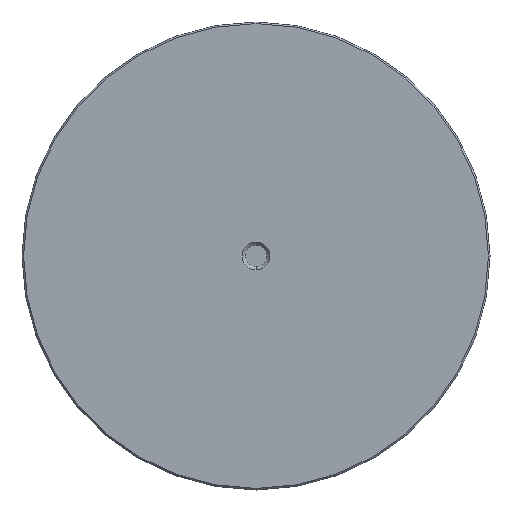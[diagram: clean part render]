
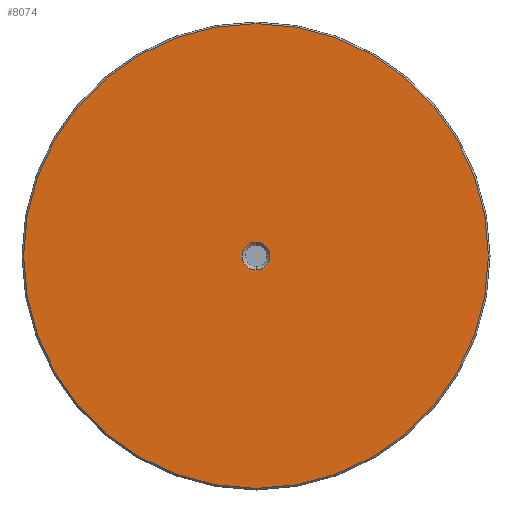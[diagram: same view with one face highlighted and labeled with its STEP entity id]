
A CAD part, front view. The second image highlights one B-rep face of the part: STEP entity #8074.
In plain terms, the highlighted planar face has unit normal (0, -1, 0).
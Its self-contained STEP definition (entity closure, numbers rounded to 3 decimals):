
#121 = EDGE_CURVE ( 'NONE', #347, #5603, #5796, .T. ) ;
#295 = DIRECTION ( 'NONE',  ( 0., 0., -1. ) ) ;
#347 = VERTEX_POINT ( 'NONE', #3080 ) ;
#484 = ORIENTED_EDGE ( 'NONE', *, *, #2888, .T. ) ;
#529 = ORIENTED_EDGE ( 'NONE', *, *, #121, .F. ) ;
#1024 = AXIS2_PLACEMENT_3D ( 'NONE', #1788, #2491, #3167 ) ;
#1518 = CARTESIAN_POINT ( 'NONE',  ( 0., 0., 35.7 ) ) ;
#1524 = AXIS2_PLACEMENT_3D ( 'NONE', #7430, #2328, #6777 ) ;
#1625 = VERTEX_POINT ( 'NONE', #1518 ) ;
#1737 = CIRCLE ( 'NONE', #6123, 2.15 ) ;
#1788 = CARTESIAN_POINT ( 'NONE',  ( 0., 0., 0. ) ) ;
#1923 = EDGE_CURVE ( 'NONE', #7697, #1625, #5832, .T. ) ;
#2166 = PLANE ( 'NONE',  #1524 ) ;
#2328 = DIRECTION ( 'NONE',  ( 0., 1., 0. ) ) ;
#2491 = DIRECTION ( 'NONE',  ( 0., -1., 0. ) ) ;
#2725 = CIRCLE ( 'NONE', #1024, 35.7 ) ;
#2888 = EDGE_CURVE ( 'NONE', #1625, #7697, #2725, .T. ) ;
#2977 = FACE_BOUND ( 'NONE', #4315, .T. ) ;
#3079 = FACE_OUTER_BOUND ( 'NONE', #4529, .T. ) ;
#3080 = CARTESIAN_POINT ( 'NONE',  ( 0., 0., 2.15 ) ) ;
#3167 = DIRECTION ( 'NONE',  ( 0., 0., 1. ) ) ;
#3399 = AXIS2_PLACEMENT_3D ( 'NONE', #3812, #3873, #7685 ) ;
#3812 = CARTESIAN_POINT ( 'NONE',  ( 0., 0., 0. ) ) ;
#3873 = DIRECTION ( 'NONE',  ( 0., -1., 0. ) ) ;
#4315 = EDGE_LOOP ( 'NONE', ( #7285, #529 ) ) ;
#4473 = CARTESIAN_POINT ( 'NONE',  ( 0., 0., -2.15 ) ) ;
#4529 = EDGE_LOOP ( 'NONE', ( #484, #7143 ) ) ;
#4641 = DIRECTION ( 'NONE',  ( 0., -1., 0. ) ) ;
#4692 = CARTESIAN_POINT ( 'NONE',  ( 0., 0., 0. ) ) ;
#5105 = EDGE_CURVE ( 'NONE', #5603, #347, #1737, .T. ) ;
#5281 = CARTESIAN_POINT ( 'NONE',  ( 0., 0., -35.7 ) ) ;
#5603 = VERTEX_POINT ( 'NONE', #4473 ) ;
#5796 = CIRCLE ( 'NONE', #6825, 2.15 ) ;
#5832 = CIRCLE ( 'NONE', #3399, 35.7 ) ;
#6123 = AXIS2_PLACEMENT_3D ( 'NONE', #7505, #6937, #8136 ) ;
#6777 = DIRECTION ( 'NONE',  ( 0., 0., 1. ) ) ;
#6825 = AXIS2_PLACEMENT_3D ( 'NONE', #4692, #4641, #295 ) ;
#6937 = DIRECTION ( 'NONE',  ( 0., -1., 0. ) ) ;
#7143 = ORIENTED_EDGE ( 'NONE', *, *, #1923, .T. ) ;
#7285 = ORIENTED_EDGE ( 'NONE', *, *, #5105, .F. ) ;
#7430 = CARTESIAN_POINT ( 'NONE',  ( 0., 0., 0. ) ) ;
#7505 = CARTESIAN_POINT ( 'NONE',  ( 0., 0., 0. ) ) ;
#7685 = DIRECTION ( 'NONE',  ( 0., 0., 1. ) ) ;
#7697 = VERTEX_POINT ( 'NONE', #5281 ) ;
#8074 = ADVANCED_FACE ( 'NONE', ( #3079, #2977 ), #2166, .F. ) ;
#8136 = DIRECTION ( 'NONE',  ( 0., 0., -1. ) ) ;
